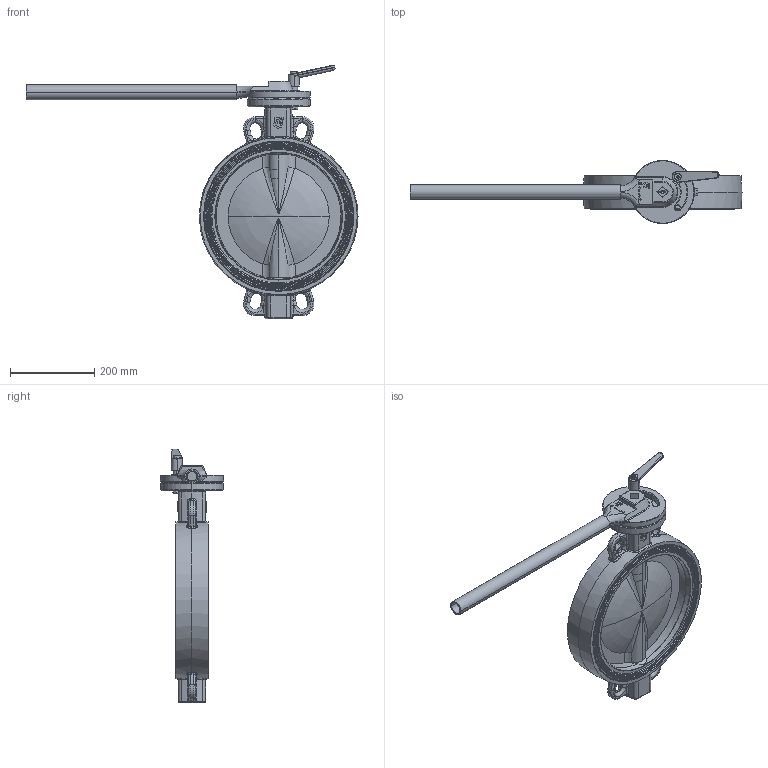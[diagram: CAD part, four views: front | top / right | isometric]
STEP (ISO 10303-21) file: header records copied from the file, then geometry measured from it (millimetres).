
FILE_DESCRIPTION(('HOOPS Exchange Step'),'2;1');
FILE_NAME('AK0810_DN300_Handhebel.stp','2025-08-07T13:27:01+02:00',('nieru'),('Unknown organisation'),'HOOPS Exchange 2024.2','HOOPS Exchange','Unknown authorisation');
FILE_SCHEMA( ('AP203_CONFIGURATION_CONTROLLED_3D_DESIGN_OF_MECHANICAL_PARTS_AND_ASSEMBLIES_MIM_LF') );
Length unit declared in the file: millimetre
Products named in the file (2): 0; root
Assembly tree (1 placements, depth 2):
  root
    0
Bounding box: 788.42 x 149.81 x 602.8 mm (x, y, z)
Volume: 6839063.9 mm3; surface area: 992177.5 mm2
Topology: 5 solids, 5 shells, 1807 faces, 4752 edges, 2950 vertices
Faces by surface type: plane 692, cylinder 633, torus 197, bspline 144, cone 132, sphere 9
Entity records: 92863 total; most frequent: CARTESIAN_POINT 49402, ORIENTED_EDGE 9454, DIRECTION 8845, EDGE_CURVE 4727, AXIS2_PLACEMENT_3D 3326, VERTEX_POINT 2950, VECTOR 2193, LINE 2193
